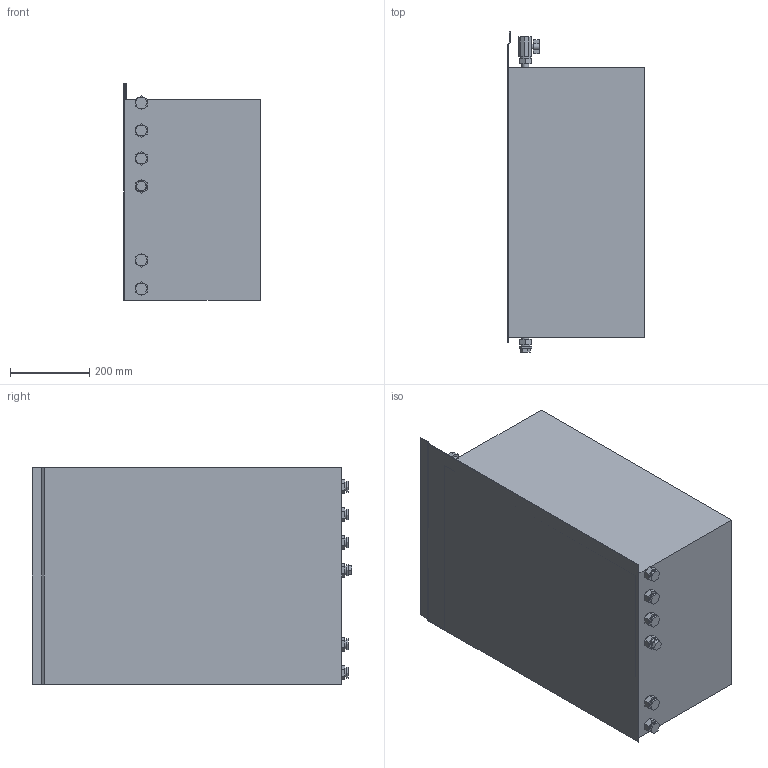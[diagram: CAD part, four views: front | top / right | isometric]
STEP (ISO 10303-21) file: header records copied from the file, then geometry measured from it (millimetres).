
FILE_DESCRIPTION(/* description */ (''),/* implementation_level */ '2;1');
FILE_NAME(/* name */ 'Superb D 1127001829.stp',/* time_stamp */ '2020-10-26T10:06:58+01:00',/* author */ ('3113hani'),/* organization */ (''),/* preprocessor_version */ 'ST-DEVELOPER v17',/* originating_system */ 'Autodesk Inventor 2018',/* authorisation */ '');
FILE_SCHEMA (('CONFIG_CONTROL_DESIGN'));
Length unit declared in the file: millimetre
Products named in the file (1): Superb D 1127001829
Bounding box: 344 x 805.07 x 545 mm (x, y, z)
Volume: 118455508.7 mm3; surface area: 1724633.9 mm2
Topology: 1 solids, 1 shells, 699 faces, 1822 edges, 1212 vertices
Faces by surface type: plane 507, bspline 166, cylinder 26
Full cylindrical faces by diameter (mm): 12 x2, 18 x12, 23 x6, 26.1 x2
Entity records: 22051 total; most frequent: CARTESIAN_POINT 5892, ORIENTED_EDGE 3644, DIRECTION 2622, EDGE_CURVE 1822, LINE 1426, VECTOR 1426, VERTEX_POINT 1212, EDGE_LOOP 786
